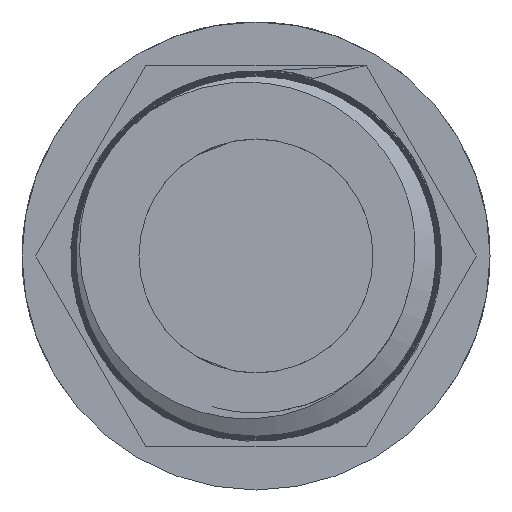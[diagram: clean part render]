
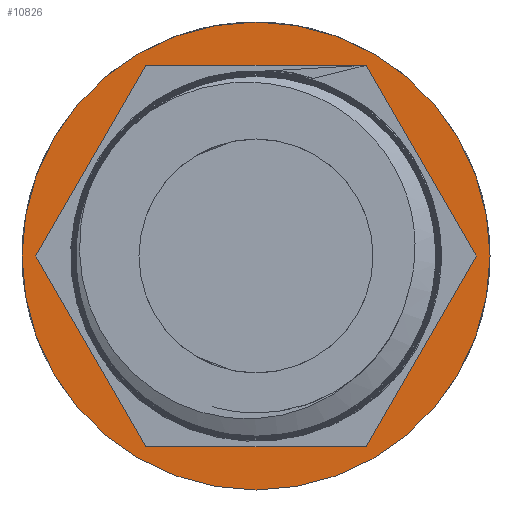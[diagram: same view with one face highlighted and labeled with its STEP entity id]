
A CAD part, front view. The second image highlights one B-rep face of the part: STEP entity #10826.
In plain terms, the highlighted planar face has unit normal (0, -1, 0).
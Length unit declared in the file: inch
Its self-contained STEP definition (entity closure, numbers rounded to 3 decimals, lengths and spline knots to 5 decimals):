
#283 = DIRECTION ( 'NONE',  ( 0., 0., 1. ) ) ;
#361 = VERTEX_POINT ( 'NONE', #3157 ) ;
#472 = FACE_OUTER_BOUND ( 'NONE', #8044, .T. ) ;
#589 = VERTEX_POINT ( 'NONE', #2064 ) ;
#697 = VERTEX_POINT ( 'NONE', #5032 ) ;
#752 = DIRECTION ( 'NONE',  ( 0., 0., 1. ) ) ;
#756 = LINE ( 'NONE', #11352, #3054 ) ;
#799 = CARTESIAN_POINT ( 'NONE',  ( 0.47054, -2.05, 0. ) ) ;
#921 = CARTESIAN_POINT ( 'NONE',  ( 0.23527, -2.05, 0.4075 ) ) ;
#947 = EDGE_CURVE ( 'NONE', #9857, #2537, #11952, .T. ) ;
#1430 = ORIENTED_EDGE ( 'NONE', *, *, #11975, .F. ) ;
#1772 = ORIENTED_EDGE ( 'NONE', *, *, #9828, .F. ) ;
#2014 = DIRECTION ( 'NONE',  ( 0.5, 0., 0.866 ) ) ;
#2064 = CARTESIAN_POINT ( 'NONE',  ( 0., -2.05, -0.5 ) ) ;
#2201 = EDGE_CURVE ( 'NONE', #697, #589, #5089, .T. ) ;
#2377 = CARTESIAN_POINT ( 'NONE',  ( -0.47054, -2.05, 0. ) ) ;
#2537 = VERTEX_POINT ( 'NONE', #7627 ) ;
#2931 = ORIENTED_EDGE ( 'NONE', *, *, #12279, .F. ) ;
#2997 = AXIS2_PLACEMENT_3D ( 'NONE', #8944, #3118, #9918 ) ;
#3054 = VECTOR ( 'NONE', #8424, 39.37008 ) ;
#3118 = DIRECTION ( 'NONE',  ( 0., 1., 0. ) ) ;
#3157 = CARTESIAN_POINT ( 'NONE',  ( -0.23527, -2.05, -0.4075 ) ) ;
#4220 = VERTEX_POINT ( 'NONE', #6423 ) ;
#4631 = PLANE ( 'NONE',  #8507 ) ;
#4711 = CARTESIAN_POINT ( 'NONE',  ( 0.23527, -2.05, -0.4075 ) ) ;
#4868 = VECTOR ( 'NONE', #6631, 39.37008 ) ;
#5032 = CARTESIAN_POINT ( 'NONE',  ( 0., -2.05, 0.5 ) ) ;
#5089 = CIRCLE ( 'NONE', #7262, 0.5 ) ;
#5120 = ORIENTED_EDGE ( 'NONE', *, *, #10955, .F. ) ;
#5618 = CARTESIAN_POINT ( 'NONE',  ( 0., -2.05, 0. ) ) ;
#5956 = FACE_BOUND ( 'NONE', #9350, .T. ) ;
#6114 = DIRECTION ( 'NONE',  ( 0., 1., 0. ) ) ;
#6386 = VECTOR ( 'NONE', #8106, 39.37008 ) ;
#6423 = CARTESIAN_POINT ( 'NONE',  ( -0.23527, -2.05, 0.4075 ) ) ;
#6584 = DIRECTION ( 'NONE',  ( 0., 1., 0. ) ) ;
#6625 = DIRECTION ( 'NONE',  ( -0.5, 0., 0.866 ) ) ;
#6631 = DIRECTION ( 'NONE',  ( 0.5, 0., -0.866 ) ) ;
#6680 = LINE ( 'NONE', #7112, #6386 ) ;
#6698 = LINE ( 'NONE', #799, #7019 ) ;
#6771 = VECTOR ( 'NONE', #2014, 39.37008 ) ;
#7019 = VECTOR ( 'NONE', #6625, 39.37008 ) ;
#7112 = CARTESIAN_POINT ( 'NONE',  ( -0.23527, -2.05, -0.4075 ) ) ;
#7262 = AXIS2_PLACEMENT_3D ( 'NONE', #11947, #6114, #283 ) ;
#7627 = CARTESIAN_POINT ( 'NONE',  ( 0.47054, -2.05, 0. ) ) ;
#7740 = ORIENTED_EDGE ( 'NONE', *, *, #2201, .F. ) ;
#8044 = EDGE_LOOP ( 'NONE', ( #7740, #2931 ) ) ;
#8106 = DIRECTION ( 'NONE',  ( 1., 0., 0. ) ) ;
#8424 = DIRECTION ( 'NONE',  ( -0.5, 0., -0.866 ) ) ;
#8507 = AXIS2_PLACEMENT_3D ( 'NONE', #5618, #6584, #752 ) ;
#8822 = CARTESIAN_POINT ( 'NONE',  ( 0.23527, -2.05, -0.4075 ) ) ;
#8944 = CARTESIAN_POINT ( 'NONE',  ( 0., -2.05, 0. ) ) ;
#9304 = VECTOR ( 'NONE', #12566, 39.37008 ) ;
#9350 = EDGE_LOOP ( 'NONE', ( #11666, #9960, #1430, #9707, #5120, #1772 ) ) ;
#9467 = VERTEX_POINT ( 'NONE', #2377 ) ;
#9707 = ORIENTED_EDGE ( 'NONE', *, *, #11484, .F. ) ;
#9741 = LINE ( 'NONE', #12455, #4868 ) ;
#9828 = EDGE_CURVE ( 'NONE', #2537, #10995, #6698, .T. ) ;
#9857 = VERTEX_POINT ( 'NONE', #4711 ) ;
#9918 = DIRECTION ( 'NONE',  ( 0., 0., 1. ) ) ;
#9960 = ORIENTED_EDGE ( 'NONE', *, *, #12437, .F. ) ;
#10199 = CIRCLE ( 'NONE', #2997, 0.5 ) ;
#10826 = ADVANCED_FACE ( 'NONE', ( #472, #5956 ), #4631, .F. ) ;
#10955 = EDGE_CURVE ( 'NONE', #10995, #4220, #11888, .T. ) ;
#10995 = VERTEX_POINT ( 'NONE', #12604 ) ;
#11352 = CARTESIAN_POINT ( 'NONE',  ( -0.23527, -2.05, 0.4075 ) ) ;
#11484 = EDGE_CURVE ( 'NONE', #4220, #9467, #756, .T. ) ;
#11666 = ORIENTED_EDGE ( 'NONE', *, *, #947, .F. ) ;
#11888 = LINE ( 'NONE', #921, #9304 ) ;
#11947 = CARTESIAN_POINT ( 'NONE',  ( 0., -2.05, 0. ) ) ;
#11952 = LINE ( 'NONE', #8822, #6771 ) ;
#11975 = EDGE_CURVE ( 'NONE', #9467, #361, #9741, .T. ) ;
#12279 = EDGE_CURVE ( 'NONE', #589, #697, #10199, .T. ) ;
#12437 = EDGE_CURVE ( 'NONE', #361, #9857, #6680, .T. ) ;
#12455 = CARTESIAN_POINT ( 'NONE',  ( -0.47054, -2.05, 0. ) ) ;
#12566 = DIRECTION ( 'NONE',  ( -1., 0., 0. ) ) ;
#12604 = CARTESIAN_POINT ( 'NONE',  ( 0.23527, -2.05, 0.4075 ) ) ;
